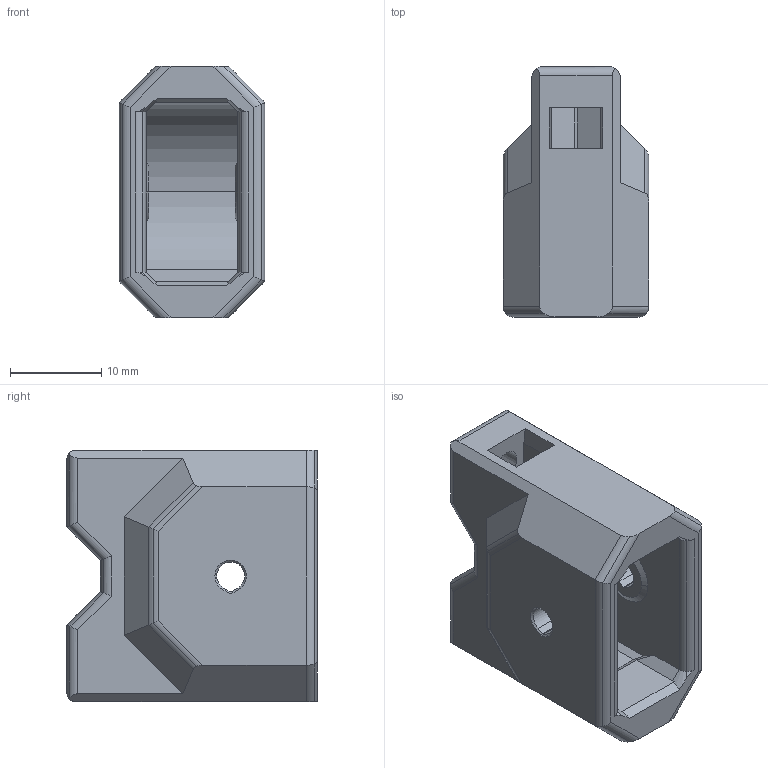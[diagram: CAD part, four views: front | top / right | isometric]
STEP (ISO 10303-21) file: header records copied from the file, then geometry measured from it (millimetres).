
FILE_DESCRIPTION (( 'STEP AP214' ), '1' );
FILE_NAME ('Belt_Idler.STEP', '2024-10-12T22:19:23', ( '' ), ( '' ), 'SwSTEP 2.0', 'SolidWorks 2024', '' );
FILE_SCHEMA (( 'AUTOMOTIVE_DESIGN' ));
Length unit declared in the file: millimetre
Products named in the file (1): Belt_Idler
Bounding box: 16 x 27.5 x 27.6 mm (x, y, z)
Volume: 5770.4 mm3; surface area: 4054.6 mm2
Topology: 1 solids, 1 shells, 165 faces, 422 edges, 266 vertices
Faces by surface type: plane 85, cylinder 64, cone 16
Entity records: 4919 total; most frequent: CARTESIAN_POINT 1096, ORIENTED_EDGE 844, DIRECTION 724, EDGE_CURVE 422, VECTOR 288, LINE 288, VERTEX_POINT 266, AXIS2_PLACEMENT_3D 218
